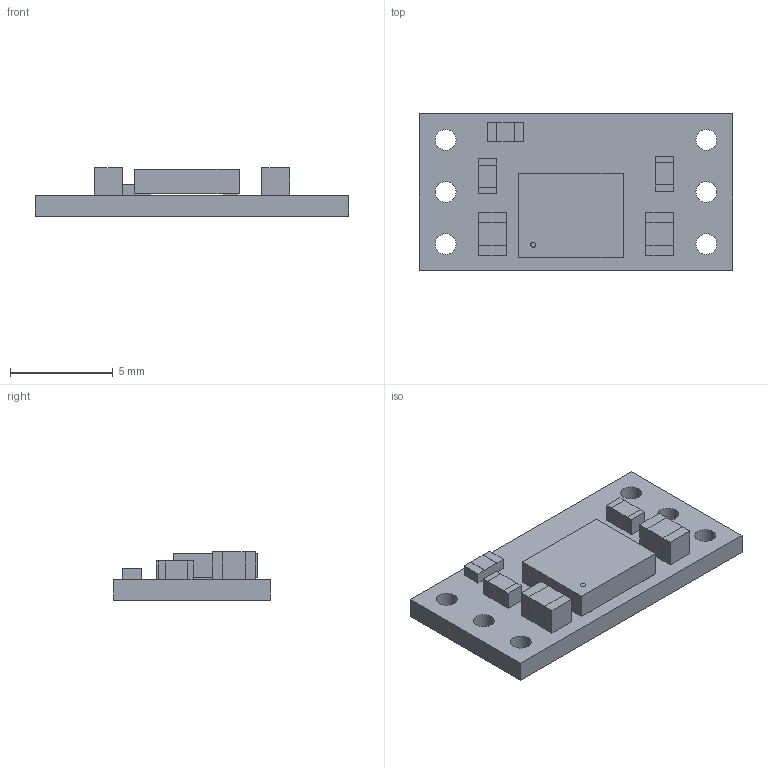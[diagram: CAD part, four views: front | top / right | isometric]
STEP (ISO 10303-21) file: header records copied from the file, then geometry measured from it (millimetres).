
FILE_DESCRIPTION (( 'STEP AP214' ), '1' );
FILE_NAME ('mie1w0505bglvh-isolated-dc-power-module-5v-3.3v-200ma.step', '2025-01-15T23:55:50', ( '' ), ( '' ), 'SwSTEP 2.0', 'SolidWorks 2025', '' );
FILE_SCHEMA (( 'AUTOMOTIVE_DESIGN' ));
Length unit declared in the file: millimetre
Products named in the file (1): mie1w0505bglvh-isolated-dc-power-module-5v-3.3v-200ma
Bounding box: 15.24 x 7.62 x 2.37 mm (x, y, z)
Volume: 149.8 mm3; surface area: 376.5 mm2
Topology: 1 solids, 1 shells, 546 faces, 1466 edges, 972 vertices
Faces by surface type: plane 325, bspline 204, cylinder 17
Entity records: 30453 total; most frequent: CARTESIAN_POINT 12117, ORIENTED_EDGE 2932, DIRECTION 1754, EDGE_CURVE 1466, VECTOR 1000, LINE 1000, VERTEX_POINT 972, EDGE_LOOP 622
